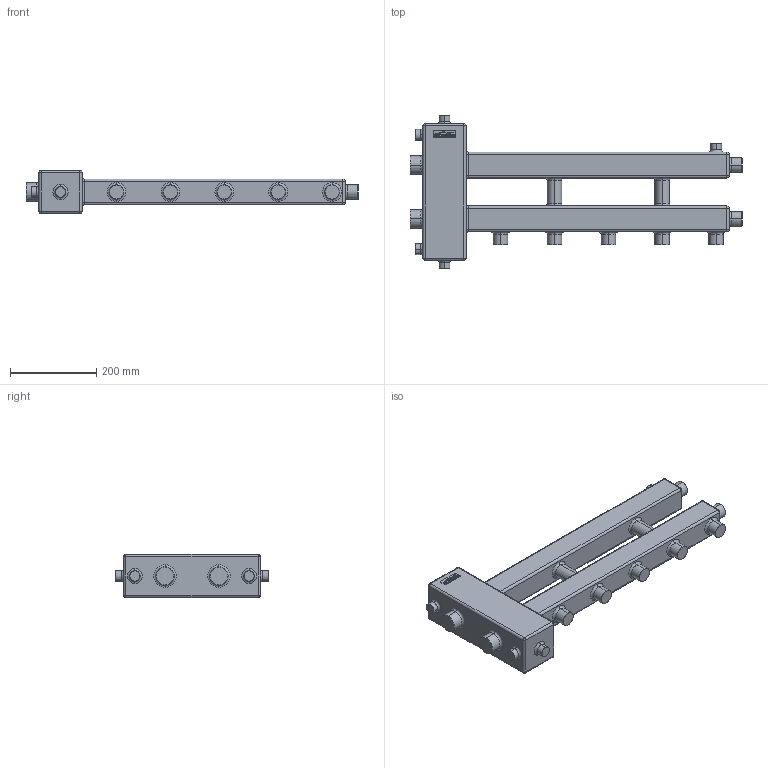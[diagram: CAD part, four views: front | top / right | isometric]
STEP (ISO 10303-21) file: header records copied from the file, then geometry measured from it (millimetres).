
FILE_DESCRIPTION (( 'STEP AP214' ), '1' );
FILE_NAME ('BM-100-3D.10.STEP', '2017-01-28T15:31:39', ( '' ), ( '' ), 'SwSTEP 2.0', 'SolidWorks 2015', '' );
FILE_SCHEMA (( 'AUTOMOTIVE_DESIGN' ));
Length unit declared in the file: millimetre
Products named in the file (1): BM-100-3D.10
Bounding box: 770 x 357 x 101 mm (x, y, z)
Volume: 7971545.9 mm3; surface area: 466830 mm2
Topology: 1 solids, 1 shells, 714 faces, 1910 edges, 1222 vertices
Faces by surface type: bspline 344, plane 206, cylinder 76, torus 44, cone 28, sphere 16
Entity records: 24318 total; most frequent: CARTESIAN_POINT 8315, ORIENTED_EDGE 3788, DIRECTION 2210, EDGE_CURVE 1894, VERTEX_POINT 1222, VECTOR 936, LINE 936, EDGE_LOOP 758
